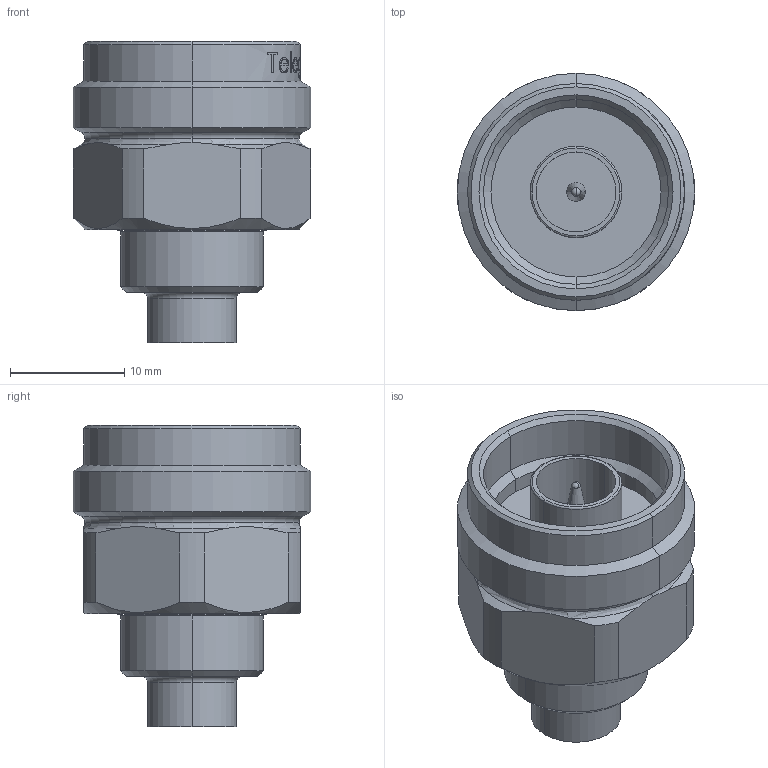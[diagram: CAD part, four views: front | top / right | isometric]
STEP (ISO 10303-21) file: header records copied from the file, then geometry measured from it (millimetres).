
FILE_DESCRIPTION (( 'STEP AP214' ), '1' );
FILE_NAME ('J01020A0112.STEP', '2016-10-13T14:21:24', ( '' ), ( '' ), 'SwSTEP 2.0', 'SolidWorks 2015', '' );
FILE_SCHEMA (( 'AUTOMOTIVE_DESIGN' ));
Length unit declared in the file: millimetre
Products named in the file (1): J01020A0112
Bounding box: 20.8 x 20.8 x 26.4 mm (x, y, z)
Volume: 4472 mm3; surface area: 2836.5 mm2
Topology: 1 solids, 1 shells, 262 faces, 649 edges, 419 vertices
Faces by surface type: plane 82, bspline 78, cylinder 54, cone 36, torus 10, sphere 2
Entity records: 13602 total; most frequent: CARTESIAN_POINT 4975, ORIENTED_EDGE 1298, DIRECTION 1009, EDGE_CURVE 649, VERTEX_POINT 419, AXIS2_PLACEMENT_3D 369, EDGE_LOOP 292, LINE 271
